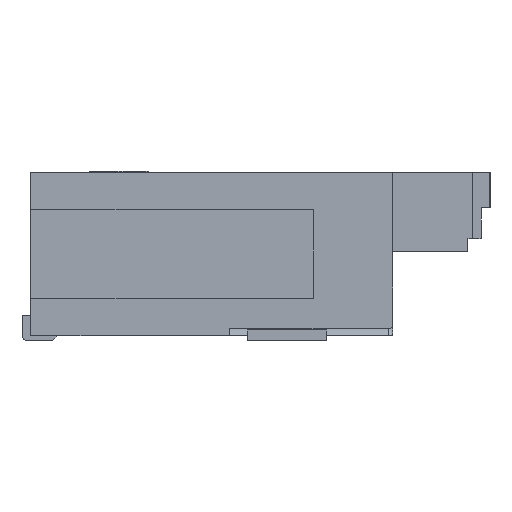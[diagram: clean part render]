
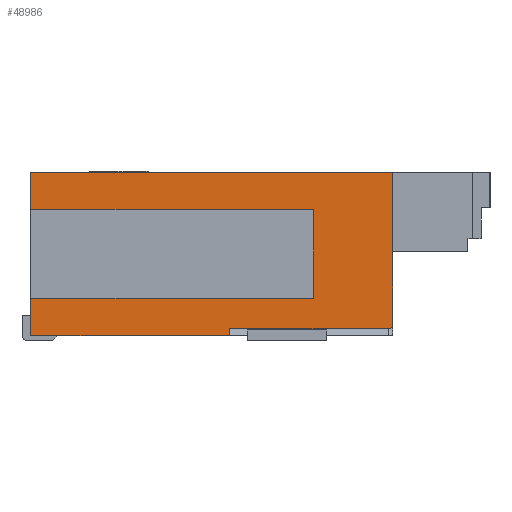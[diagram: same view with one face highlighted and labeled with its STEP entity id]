
A CAD part, left-side view. The second image highlights one B-rep face of the part: STEP entity #48986.
In plain terms, the highlighted planar face has unit normal (-1, 0, 0).
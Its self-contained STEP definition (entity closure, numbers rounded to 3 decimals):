
#14 = EDGE_CURVE ( 'NONE', #6738, #13349, #12041, .T. ) ;
#332 = VECTOR ( 'NONE', #28518, 1000. ) ;
#335 = VECTOR ( 'NONE', #43784, 1000. ) ;
#978 = CARTESIAN_POINT ( 'NONE',  ( -6.1, -1.55, 0.18 ) ) ;
#1689 = DIRECTION ( 'NONE',  ( 0., 0., -1. ) ) ;
#1757 = CARTESIAN_POINT ( 'NONE',  ( -6.1, -2.594, 0.475 ) ) ;
#1807 = CARTESIAN_POINT ( 'NONE',  ( -6.1, 2.55, 1.475 ) ) ;
#2262 = EDGE_CURVE ( 'NONE', #3958, #30498, #25103, .T. ) ;
#3400 = VECTOR ( 'NONE', #1689, 1000. ) ;
#3716 = CARTESIAN_POINT ( 'NONE',  ( -6.1, 2.55, 1.9 ) ) ;
#3958 = VERTEX_POINT ( 'NONE', #27837 ) ;
#5295 = EDGE_CURVE ( 'NONE', #13349, #30004, #14161, .T. ) ;
#5942 = CIRCLE ( 'NONE', #25690, 0.05 ) ;
#6738 = VERTEX_POINT ( 'NONE', #24750 ) ;
#6938 = ORIENTED_EDGE ( 'NONE', *, *, #34223, .T. ) ;
#7554 = VECTOR ( 'NONE', #22121, 1000. ) ;
#7814 = ORIENTED_EDGE ( 'NONE', *, *, #18966, .F. ) ;
#8527 = EDGE_CURVE ( 'NONE', #30498, #48408, #22532, .T. ) ;
#9928 = EDGE_CURVE ( 'NONE', #6738, #48408, #17778, .T. ) ;
#10285 = EDGE_LOOP ( 'NONE', ( #50764, #16859, #25841, #32315, #21478, #24689, #20530, #54289, #6938, #15198, #7814 ) ) ;
#11236 = CARTESIAN_POINT ( 'NONE',  ( -6.1, -0.65, 1.475 ) ) ;
#11569 = VERTEX_POINT ( 'NONE', #28689 ) ;
#12041 = LINE ( 'NONE', #11236, #21145 ) ;
#12207 = CARTESIAN_POINT ( 'NONE',  ( -6.1, 0.3, 0.13 ) ) ;
#12310 = EDGE_CURVE ( 'NONE', #45743, #18393, #51620, .T. ) ;
#12729 = CARTESIAN_POINT ( 'NONE',  ( -6.1, -2.594, 1.475 ) ) ;
#12988 = CARTESIAN_POINT ( 'NONE',  ( -6.1, 0., 0. ) ) ;
#13349 = VERTEX_POINT ( 'NONE', #15785 ) ;
#13607 = DIRECTION ( 'NONE',  ( 0., -1., 0. ) ) ;
#14161 = LINE ( 'NONE', #1757, #30757 ) ;
#15198 = ORIENTED_EDGE ( 'NONE', *, *, #12310, .T. ) ;
#15785 = CARTESIAN_POINT ( 'NONE',  ( -6.1, -0.65, 0.475 ) ) ;
#16859 = ORIENTED_EDGE ( 'NONE', *, *, #29545, .T. ) ;
#17356 = CARTESIAN_POINT ( 'NONE',  ( -6.1, 0.3, 0. ) ) ;
#17778 = LINE ( 'NONE', #12729, #26222 ) ;
#18393 = VERTEX_POINT ( 'NONE', #24327 ) ;
#18966 = EDGE_CURVE ( 'NONE', #23711, #18393, #55658, .T. ) ;
#19224 = CARTESIAN_POINT ( 'NONE',  ( -6.1, -1.55, 1.9 ) ) ;
#19454 = DIRECTION ( 'NONE',  ( 0., 1., 0. ) ) ;
#19582 = AXIS2_PLACEMENT_3D ( 'NONE', #12988, #21409, #30408 ) ;
#20530 = ORIENTED_EDGE ( 'NONE', *, *, #14, .T. ) ;
#20542 = VECTOR ( 'NONE', #13607, 1000. ) ;
#21145 = VECTOR ( 'NONE', #46370, 1000. ) ;
#21146 = PLANE ( 'NONE',  #19582 ) ;
#21409 = DIRECTION ( 'NONE',  ( 1., 0., 0. ) ) ;
#21478 = ORIENTED_EDGE ( 'NONE', *, *, #8527, .T. ) ;
#21839 = LINE ( 'NONE', #43515, #335 ) ;
#22121 = DIRECTION ( 'NONE',  ( 0., 0., 1. ) ) ;
#22525 = EDGE_CURVE ( 'NONE', #41484, #3958, #27640, .T. ) ;
#22532 = LINE ( 'NONE', #44208, #3400 ) ;
#22578 = DIRECTION ( 'NONE',  ( -1., 0., 0. ) ) ;
#22937 = CARTESIAN_POINT ( 'NONE',  ( -6.1, 2.55, 1.9 ) ) ;
#23711 = VERTEX_POINT ( 'NONE', #12207 ) ;
#24327 = CARTESIAN_POINT ( 'NONE',  ( -6.1, 0.3, 0.05 ) ) ;
#24579 = VECTOR ( 'NONE', #19454, 1000. ) ;
#24689 = ORIENTED_EDGE ( 'NONE', *, *, #9928, .F. ) ;
#24750 = CARTESIAN_POINT ( 'NONE',  ( -6.1, -0.65, 1.475 ) ) ;
#25103 = LINE ( 'NONE', #3716, #332 ) ;
#25357 = FACE_OUTER_BOUND ( 'NONE', #10285, .T. ) ;
#25690 = AXIS2_PLACEMENT_3D ( 'NONE', #45092, #22578, #49332 ) ;
#25841 = ORIENTED_EDGE ( 'NONE', *, *, #22525, .T. ) ;
#26222 = VECTOR ( 'NONE', #51565, 1000. ) ;
#27640 = LINE ( 'NONE', #19224, #7554 ) ;
#27837 = CARTESIAN_POINT ( 'NONE',  ( -6.1, -1.55, 1.9 ) ) ;
#28311 = EDGE_CURVE ( 'NONE', #11569, #23711, #53524, .T. ) ;
#28518 = DIRECTION ( 'NONE',  ( 0., 1., 0. ) ) ;
#28689 = CARTESIAN_POINT ( 'NONE',  ( -6.1, -1.5, 0.13 ) ) ;
#29545 = EDGE_CURVE ( 'NONE', #11569, #41484, #5942, .T. ) ;
#30004 = VERTEX_POINT ( 'NONE', #54845 ) ;
#30010 = DIRECTION ( 'NONE',  ( 0., 0., -1. ) ) ;
#30408 = DIRECTION ( 'NONE',  ( 0., 0., -1. ) ) ;
#30498 = VERTEX_POINT ( 'NONE', #22937 ) ;
#30757 = VECTOR ( 'NONE', #47696, 1000. ) ;
#32315 = ORIENTED_EDGE ( 'NONE', *, *, #2262, .T. ) ;
#34223 = EDGE_CURVE ( 'NONE', #30004, #45743, #21839, .T. ) ;
#41484 = VERTEX_POINT ( 'NONE', #978 ) ;
#43170 = CARTESIAN_POINT ( 'NONE',  ( -6.1, 2.55, 0.05 ) ) ;
#43515 = CARTESIAN_POINT ( 'NONE',  ( -6.1, 2.55, 1.9 ) ) ;
#43784 = DIRECTION ( 'NONE',  ( 0., 0., -1. ) ) ;
#44208 = CARTESIAN_POINT ( 'NONE',  ( -6.1, 2.55, 1.9 ) ) ;
#44416 = VECTOR ( 'NONE', #30010, 1000. ) ;
#45092 = CARTESIAN_POINT ( 'NONE',  ( -6.1, -1.5, 0.18 ) ) ;
#45635 = CARTESIAN_POINT ( 'NONE',  ( -6.1, 0., 0.13 ) ) ;
#45743 = VERTEX_POINT ( 'NONE', #54911 ) ;
#46370 = DIRECTION ( 'NONE',  ( 0., 0., -1. ) ) ;
#47696 = DIRECTION ( 'NONE',  ( 0., 1., 0. ) ) ;
#48408 = VERTEX_POINT ( 'NONE', #1807 ) ;
#48986 = ADVANCED_FACE ( 'NONE', ( #25357 ), #21146, .F. ) ;
#49332 = DIRECTION ( 'NONE',  ( 0., 0., -1. ) ) ;
#50764 = ORIENTED_EDGE ( 'NONE', *, *, #28311, .F. ) ;
#51565 = DIRECTION ( 'NONE',  ( 0., 1., 0. ) ) ;
#51620 = LINE ( 'NONE', #43170, #20542 ) ;
#53524 = LINE ( 'NONE', #45635, #24579 ) ;
#54289 = ORIENTED_EDGE ( 'NONE', *, *, #5295, .T. ) ;
#54845 = CARTESIAN_POINT ( 'NONE',  ( -6.1, 2.55, 0.475 ) ) ;
#54911 = CARTESIAN_POINT ( 'NONE',  ( -6.1, 2.55, 0.05 ) ) ;
#55658 = LINE ( 'NONE', #17356, #44416 ) ;
